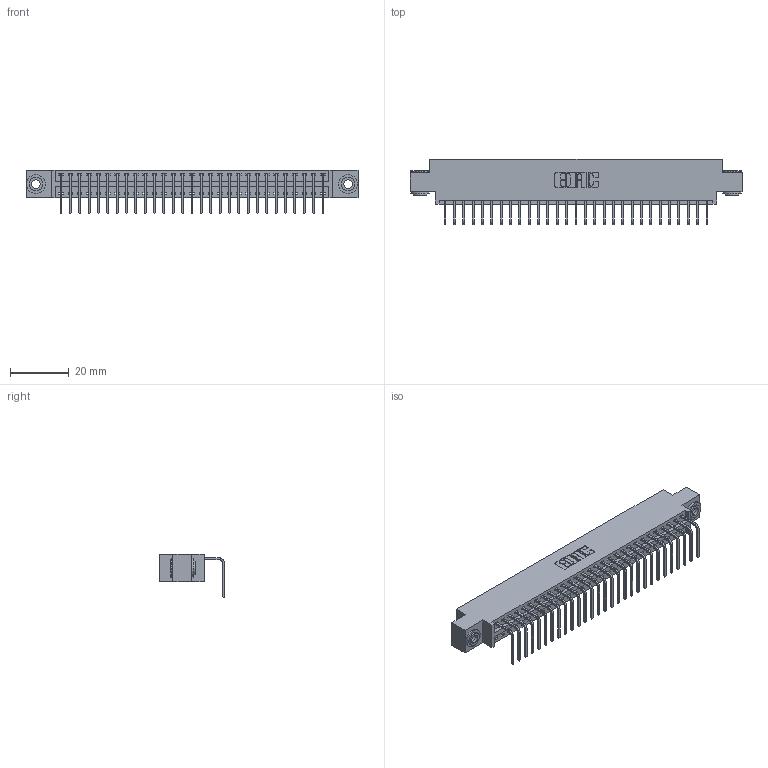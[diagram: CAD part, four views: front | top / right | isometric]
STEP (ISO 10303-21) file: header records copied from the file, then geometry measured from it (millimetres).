
FILE_DESCRIPTION (( 'STEP AP203' ), '1' );
FILE_NAME ('396-029-558-603.STEP', '2018-09-05T05:37:50', ( '' ), ( '' ), 'SwSTEP 2.0', 'SolidWorks 2016', '' );
FILE_SCHEMA (( 'CONFIG_CONTROL_DESIGN' ));
Length unit declared in the file: inch
Products named in the file (4): 346 Part_0.170 Offset - 0.156 Dia-TH; 345-292-001_558 Tail - 2; 345-250-002_345-250-002-102; 396-029-558-603
Assembly tree (32 placements, depth 2):
  396-029-558-603
    346 Part_0.170 Offset - 0.156 Dia-TH
    345-292-001_558 Tail - 2  x29
    345-250-002_345-250-002-102  x2
Bounding box: 112.65 x 22.16 x 14.73 mm (x, y, z)
Volume: 10654.8 mm3; surface area: 14132.8 mm2
Topology: 32 solids, 32 shells, 1904 faces, 5695 edges, 3754 vertices
Faces by surface type: plane 1308, cylinder 588, cone 8
Entity records: 20614 total; most frequent: CARTESIAN_POINT 3518, ORIENTED_EDGE 3474, DIRECTION 3149, EDGE_CURVE 1737, LINE 1465, VECTOR 1465, VERTEX_POINT 1154, AXIS2_PLACEMENT_3D 842
